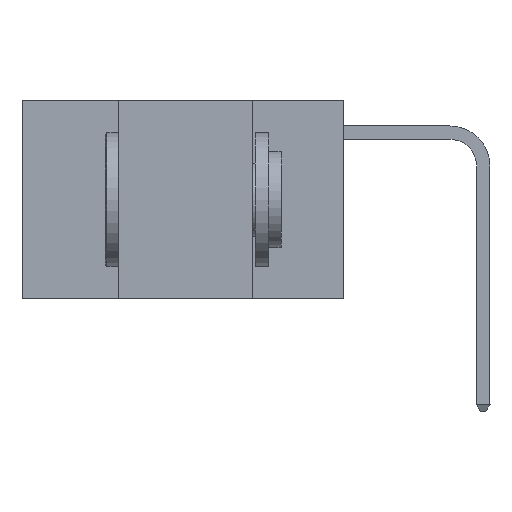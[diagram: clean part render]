
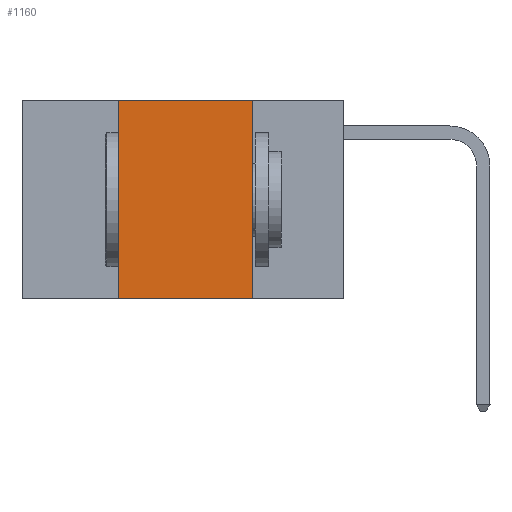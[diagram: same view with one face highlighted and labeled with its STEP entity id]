
A CAD part, left-side view. The second image highlights one B-rep face of the part: STEP entity #1160.
In plain terms, the highlighted planar face has unit normal (-1, 0, 0).
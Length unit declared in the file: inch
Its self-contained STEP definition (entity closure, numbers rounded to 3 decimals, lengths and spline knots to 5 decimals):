
#446 = CARTESIAN_POINT ( 'NONE',  ( 0., 0.17, -0.37 ) ) ;
#523 = DIRECTION ( 'NONE',  ( 0., 0., 1. ) ) ;
#867 = VECTOR ( 'NONE', #19831, 39.37008 ) ;
#1008 = DIRECTION ( 'NONE',  ( 0., 0., -1. ) ) ;
#1160 = ADVANCED_FACE ( 'NONE', ( #6635 ), #15682, .F. ) ;
#1474 = EDGE_CURVE ( 'NONE', #19477, #16374, #13653, .T. ) ;
#2515 = LINE ( 'NONE', #8720, #20009 ) ;
#2741 = ORIENTED_EDGE ( 'NONE', *, *, #19886, .F. ) ;
#3245 = EDGE_LOOP ( 'NONE', ( #2741, #16698, #3830, #6246 ) ) ;
#3830 = ORIENTED_EDGE ( 'NONE', *, *, #8881, .F. ) ;
#3836 = VERTEX_POINT ( 'NONE', #11974 ) ;
#4287 = VECTOR ( 'NONE', #16032, 39.37008 ) ;
#5094 = CARTESIAN_POINT ( 'NONE',  ( 0., 0.6, 0. ) ) ;
#5390 = AXIS2_PLACEMENT_3D ( 'NONE', #5094, #17585, #11208 ) ;
#6067 = VECTOR ( 'NONE', #523, 39.37008 ) ;
#6246 = ORIENTED_EDGE ( 'NONE', *, *, #1474, .T. ) ;
#6635 = FACE_OUTER_BOUND ( 'NONE', #3245, .T. ) ;
#7439 = CARTESIAN_POINT ( 'NONE',  ( 0., 0.17, 0. ) ) ;
#8720 = CARTESIAN_POINT ( 'NONE',  ( 0., 0.17, 0. ) ) ;
#8881 = EDGE_CURVE ( 'NONE', #19477, #3836, #11622, .T. ) ;
#9631 = LINE ( 'NONE', #19293, #4287 ) ;
#11208 = DIRECTION ( 'NONE',  ( 0., 0., -1. ) ) ;
#11622 = LINE ( 'NONE', #17789, #6067 ) ;
#11974 = CARTESIAN_POINT ( 'NONE',  ( 0., 0.42, 0. ) ) ;
#13653 = LINE ( 'NONE', #17248, #867 ) ;
#14068 = VERTEX_POINT ( 'NONE', #7439 ) ;
#15255 = CARTESIAN_POINT ( 'NONE',  ( 0., 0.42, -0.37 ) ) ;
#15682 = PLANE ( 'NONE',  #5390 ) ;
#16032 = DIRECTION ( 'NONE',  ( 0., -1., 0. ) ) ;
#16146 = EDGE_CURVE ( 'NONE', #3836, #14068, #9631, .T. ) ;
#16374 = VERTEX_POINT ( 'NONE', #446 ) ;
#16698 = ORIENTED_EDGE ( 'NONE', *, *, #16146, .F. ) ;
#17248 = CARTESIAN_POINT ( 'NONE',  ( 0., 0.6, -0.37 ) ) ;
#17585 = DIRECTION ( 'NONE',  ( 1., 0., 0. ) ) ;
#17789 = CARTESIAN_POINT ( 'NONE',  ( 0., 0.42, 0. ) ) ;
#19293 = CARTESIAN_POINT ( 'NONE',  ( 0., 0.6, 0. ) ) ;
#19477 = VERTEX_POINT ( 'NONE', #15255 ) ;
#19831 = DIRECTION ( 'NONE',  ( 0., -1., 0. ) ) ;
#19886 = EDGE_CURVE ( 'NONE', #14068, #16374, #2515, .T. ) ;
#20009 = VECTOR ( 'NONE', #1008, 39.37008 ) ;
